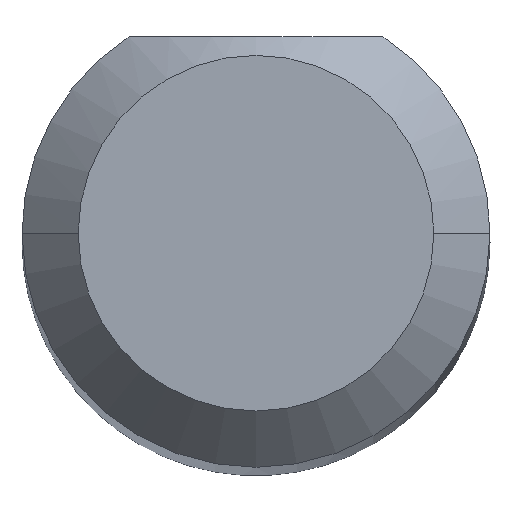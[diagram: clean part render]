
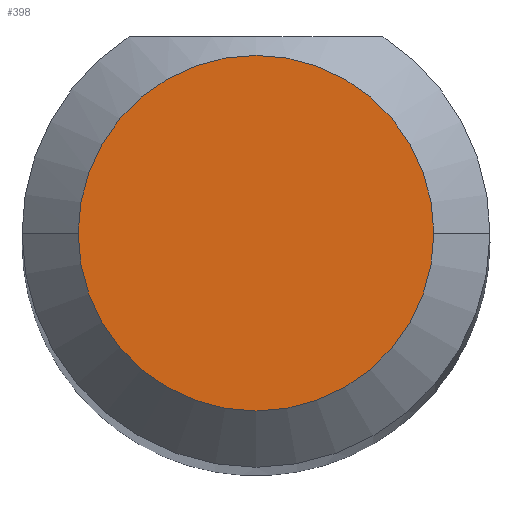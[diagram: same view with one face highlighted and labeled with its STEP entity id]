
A CAD part, top view. The second image highlights one B-rep face of the part: STEP entity #398.
In plain terms, the highlighted planar face has unit normal (0, 0, 1).
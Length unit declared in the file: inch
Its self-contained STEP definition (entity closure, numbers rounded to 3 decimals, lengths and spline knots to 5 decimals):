
#101 = PLANE ( 'NONE',  #364 ) ;
#103 = CARTESIAN_POINT ( 'NONE',  ( 0.0475, 0., 1.5 ) ) ;
#122 = CARTESIAN_POINT ( 'NONE',  ( -0.0475, 0., 1.5 ) ) ;
#144 = ORIENTED_EDGE ( 'NONE', *, *, #198, .T. ) ;
#167 = DIRECTION ( 'NONE',  ( 0., 0., 1. ) ) ;
#177 = EDGE_CURVE ( 'NONE', #451, #334, #291, .T. ) ;
#180 = CARTESIAN_POINT ( 'NONE',  ( 0., 0., 1.5 ) ) ;
#188 = DIRECTION ( 'NONE',  ( 0., 0., 1. ) ) ;
#198 = EDGE_CURVE ( 'NONE', #334, #451, #355, .T. ) ;
#243 = AXIS2_PLACEMENT_3D ( 'NONE', #324, #282, #444 ) ;
#249 = CARTESIAN_POINT ( 'NONE',  ( 0., 0., 1.5 ) ) ;
#282 = DIRECTION ( 'NONE',  ( 0., 0., 1. ) ) ;
#291 = CIRCLE ( 'NONE', #243, 0.0475 ) ;
#301 = DIRECTION ( 'NONE',  ( 1., 0., 0. ) ) ;
#324 = CARTESIAN_POINT ( 'NONE',  ( 0., 0., 1.5 ) ) ;
#334 = VERTEX_POINT ( 'NONE', #122 ) ;
#352 = FACE_OUTER_BOUND ( 'NONE', #446, .T. ) ;
#355 = CIRCLE ( 'NONE', #490, 0.0475 ) ;
#364 = AXIS2_PLACEMENT_3D ( 'NONE', #180, #188, #436 ) ;
#398 = ADVANCED_FACE ( 'NONE', ( #352 ), #101, .T. ) ;
#412 = ORIENTED_EDGE ( 'NONE', *, *, #177, .T. ) ;
#436 = DIRECTION ( 'NONE',  ( 1., 0., 0. ) ) ;
#444 = DIRECTION ( 'NONE',  ( 1., 0., 0. ) ) ;
#446 = EDGE_LOOP ( 'NONE', ( #144, #412 ) ) ;
#451 = VERTEX_POINT ( 'NONE', #103 ) ;
#490 = AXIS2_PLACEMENT_3D ( 'NONE', #249, #167, #301 ) ;
